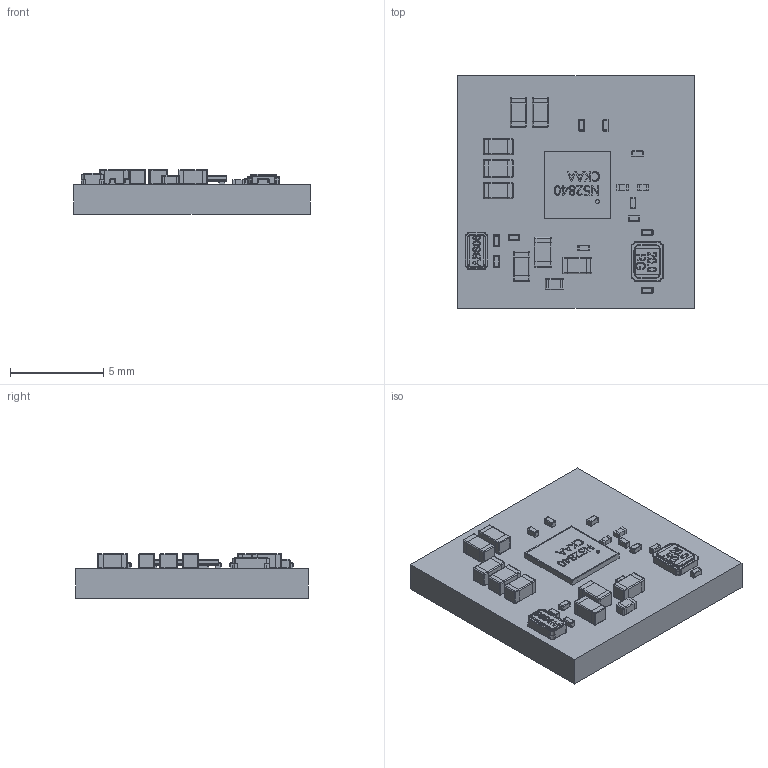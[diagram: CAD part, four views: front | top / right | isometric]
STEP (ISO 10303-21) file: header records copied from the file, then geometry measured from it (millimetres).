
FILE_DESCRIPTION(('Open CASCADE Model'),'2;1');
FILE_NAME('Open CASCADE Shape Model','2020-03-31T10:59:52',('Author'),( 'Open CASCADE'),'Open CASCADE STEP processor 6.8','Open CASCADE 6.8' ,'Unknown');
FILE_SCHEMA(('AUTOMOTIVE_DESIGN { 1 0 10303 214 1 1 1 1 }'));
Length unit declared in the file: millimetre
Products named in the file (47): PCB; Board; Open CASCADE STEP translator 6.8 1.1.1; X1; 2016; 6068636544; Extruded; C2; User_Library-0201(0603M)_Cap; C1; C12; C9; C16; L5; User_Library-smt_inductor-0201; C3; L1; C20; User_Library-Chip_Capacitor_0603; C19; C18; C17; C5; C6; C8; C7; U1; Graviton_CSP; X2; User_Library-ABS06; User_Library-ABS06_ABS06_Body_2; User_Library-ABS06_ABS06_Body2_2; User_Library-ABS06_ABS06_Beschriftung_2; User_Library-ABS06_ABS06_Pads_2; 6068635104; C15; C14; L4; User_Library-Chip_Inductor; L3 ...
Assembly tree (63 placements, depth 4):
  PCB
    Board
      Open CASCADE STEP translator 6.8 1.1.1
    X1
      2016
      6068636544
        Extruded
    C2
      User_Library-0201(0603M)_Cap
    C1
      User_Library-0201(0603M)_Cap
    C12
      User_Library-0201(0603M)_Cap
    C9
      User_Library-0201(0603M)_Cap
    C16
      User_Library-0201(0603M)_Cap
    L5
      User_Library-smt_inductor-0201
    C3
      User_Library-0201(0603M)_Cap
    L1
      User_Library-smt_inductor-0201
    C20
      User_Library-Chip_Capacitor_0603
    C19
      User_Library-Chip_Capacitor_0603
    C18
      User_Library-0201(0603M)_Cap
    C17
      User_Library-0201(0603M)_Cap
    C5
      User_Library-0201(0603M)_Cap
    C6
      User_Library-Chip_Capacitor_0603
    C8
      User_Library-0201(0603M)_Cap
    C7
      User_Library-0201(0603M)_Cap
    U1
      Graviton_CSP
      Graviton_CSP
      Graviton_CSP
      Graviton_CSP
    X2
      User_Library-ABS06
        User_Library-ABS06_ABS06_Body_2
        User_Library-ABS06_ABS06_Body2_2
        User_Library-ABS06_ABS06_Beschriftung_2
        User_Library-ABS06_ABS06_Pads_2
      6068635104
        Extruded
    C15
      User_Library-Chip_Capacitor_0603
    C14
      User_Library-Chip_Capacitor_0603
    L4
      User_Library-Chip_Inductor
    L3
      User_Library-Chip_Inductor_0402
Bounding box: 12.7 x 12.5 x 2.4 mm (x, y, z)
Volume: 273.8 mm3; surface area: 616 mm2
Topology: 60 solids, 60 shells, 2576 faces, 6302 edges, 3890 vertices
Faces by surface type: plane 999, bspline 841, cylinder 465, sphere 166, extrusion 93, torus 12
Full cylindrical faces by diameter (mm): 0.2 x1
Entity records: 47641 total; most frequent: CARTESIAN_POINT 13870, ORIENTED_EDGE 5544, DIRECTION 4056, EDGE_CURVE 2772, VERTEX_POINT 1994, VECTOR 1696, LINE 1603, FACE_BOUND 1502
